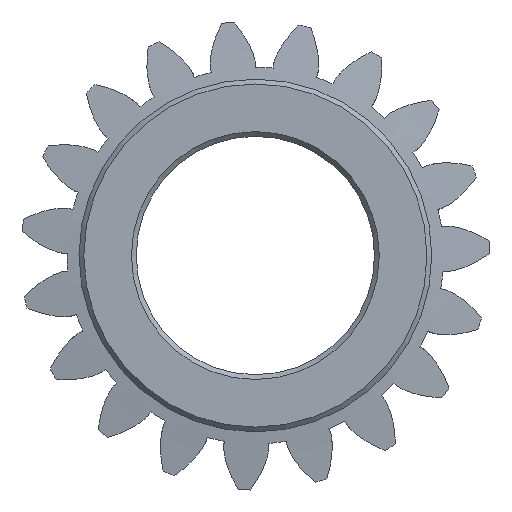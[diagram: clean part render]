
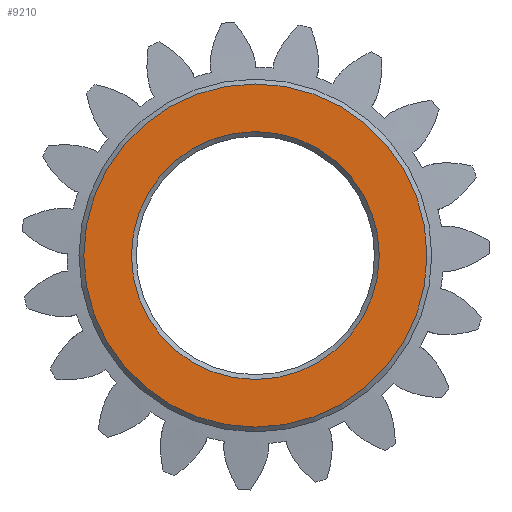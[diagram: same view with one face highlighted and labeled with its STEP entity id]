
A CAD part, left-side view. The second image highlights one B-rep face of the part: STEP entity #9210.
In plain terms, the highlighted planar face has unit normal (-1, 0, 0).
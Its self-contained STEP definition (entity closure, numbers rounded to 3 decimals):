
#40=PLANE('',#10035);
#3507=ORIENTED_EDGE('',*,*,#6372,.T.);
#3508=ORIENTED_EDGE('',*,*,#6373,.T.);
#6372=EDGE_CURVE('',#7748,#7748,#8060,.F.);
#6373=EDGE_CURVE('',#7749,#7749,#8061,.T.);
#7748=VERTEX_POINT('',#16594);
#7749=VERTEX_POINT('',#16596);
#8060=CIRCLE('',#10036,13.);
#8061=CIRCLE('',#10037,18.);
#8166=EDGE_LOOP('',(#3507));
#8167=EDGE_LOOP('',(#3508));
#8678=FACE_BOUND('',#8166,.T.);
#8679=FACE_BOUND('',#8167,.T.);
#9210=ADVANCED_FACE('',(#8678,#8679),#40,.T.);
#10035=AXIS2_PLACEMENT_3D('',#16592,#11488,#11489);
#10036=AXIS2_PLACEMENT_3D('',#16593,#11490,#11491);
#10037=AXIS2_PLACEMENT_3D('',#16595,#11492,#11493);
#11488=DIRECTION('',(-1.,0.,0.));
#11489=DIRECTION('',(0.,0.,1.));
#11490=DIRECTION('',(-1.,0.,0.));
#11491=DIRECTION('',(0.,0.,1.));
#11492=DIRECTION('',(-1.,0.,0.));
#11493=DIRECTION('',(0.,0.,1.));
#16592=CARTESIAN_POINT('',(-11.597,0.,18.5));
#16593=CARTESIAN_POINT('',(-11.597,0.,0.));
#16594=CARTESIAN_POINT('',(-11.597,0.,13.));
#16595=CARTESIAN_POINT('',(-11.597,0.,0.));
#16596=CARTESIAN_POINT('',(-11.597,0.,18.));
